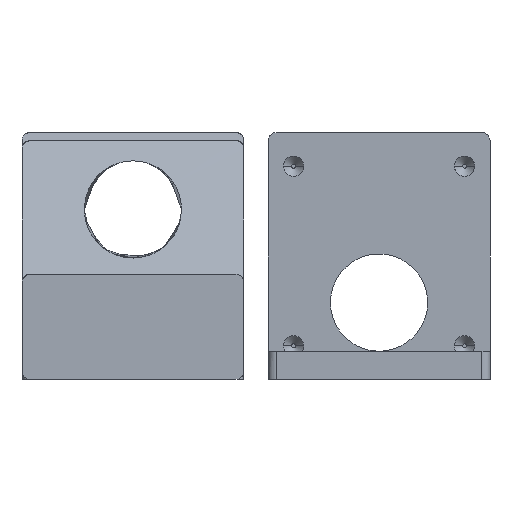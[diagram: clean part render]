
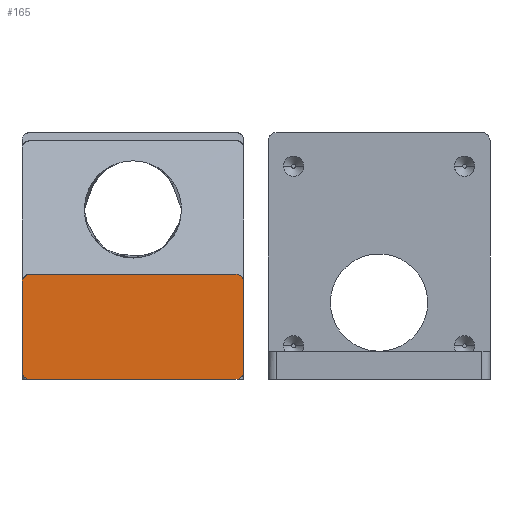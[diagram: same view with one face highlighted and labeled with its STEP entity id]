
A CAD part, front view. The second image highlights one B-rep face of the part: STEP entity #165.
In plain terms, the highlighted planar face has unit normal (0, -1, 0).
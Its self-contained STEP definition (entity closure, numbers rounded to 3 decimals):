
#165=ADVANCED_FACE('',(#433),#3259,.T.);
#433=FACE_OUTER_BOUND('',#675,.T.);
#675=EDGE_LOOP('',(#1311,#1312,#1313,#1314,#1315,#1316,#1317,#1318));
#1311=ORIENTED_EDGE('',*,*,#2038,.F.);
#1312=ORIENTED_EDGE('',*,*,#2028,.F.);
#1313=ORIENTED_EDGE('',*,*,#2037,.F.);
#1314=ORIENTED_EDGE('',*,*,#2026,.T.);
#1315=ORIENTED_EDGE('',*,*,#2014,.T.);
#1316=ORIENTED_EDGE('',*,*,#2015,.T.);
#1317=ORIENTED_EDGE('',*,*,#2016,.T.);
#1318=ORIENTED_EDGE('',*,*,#2018,.T.);
#2014=EDGE_CURVE('',#2923,#2924,#2618,.T.);
#2015=EDGE_CURVE('',#2924,#2925,#2357,.T.);
#2016=EDGE_CURVE('',#2925,#2926,#2619,.T.);
#2018=EDGE_CURVE('',#2926,#2932,#2359,.T.);
#2026=EDGE_CURVE('',#2931,#2923,#2365,.T.);
#2028=EDGE_CURVE('',#2936,#2935,#2367,.T.);
#2037=EDGE_CURVE('',#2931,#2936,#2622,.T.);
#2038=EDGE_CURVE('',#2935,#2932,#2623,.T.);
#2357=B_SPLINE_CURVE_WITH_KNOTS('',1,(#5203,#5204),.UNSPECIFIED.,.F.,.F.,
(2,2),(3.549,28.949),.UNSPECIFIED.);
#2359=B_SPLINE_CURVE_WITH_KNOTS('',1,(#5210,#5211),.UNSPECIFIED.,.F.,.F.,
(2,2),(6.077,6.923),.UNSPECIFIED.);
#2365=B_SPLINE_CURVE_WITH_KNOTS('',1,(#5249,#5250),.UNSPECIFIED.,.F.,.F.,
(2,2),(-6.923,-6.077),.UNSPECIFIED.);
#2367=B_SPLINE_CURVE_WITH_KNOTS('',1,(#5253,#5254),.UNSPECIFIED.,.F.,.F.,
(2,2),(3.549,28.949),.UNSPECIFIED.);
#2618=(
BOUNDED_CURVE()
B_SPLINE_CURVE(2,(#5200,#5201,#5202),.UNSPECIFIED.,.F.,.F.)
B_SPLINE_CURVE_WITH_KNOTS((3,3),(0.,1.571),.UNSPECIFIED.)
CURVE()
GEOMETRIC_REPRESENTATION_ITEM()
RATIONAL_B_SPLINE_CURVE((1.,0.707,1.))
REPRESENTATION_ITEM('')
);
#2619=(
BOUNDED_CURVE()
B_SPLINE_CURVE(2,(#5205,#5206,#5207),.UNSPECIFIED.,.F.,.F.)
B_SPLINE_CURVE_WITH_KNOTS((3,3),(0.,1.571),.UNSPECIFIED.)
CURVE()
GEOMETRIC_REPRESENTATION_ITEM()
RATIONAL_B_SPLINE_CURVE((1.,0.707,1.))
REPRESENTATION_ITEM('')
);
#2622=(
BOUNDED_CURVE()
B_SPLINE_CURVE(2,(#5311,#5312,#5313),.UNSPECIFIED.,.F.,.F.)
B_SPLINE_CURVE_WITH_KNOTS((3,3),(0.,1.571),.UNSPECIFIED.)
CURVE()
GEOMETRIC_REPRESENTATION_ITEM()
RATIONAL_B_SPLINE_CURVE((1.,0.707,1.))
REPRESENTATION_ITEM('')
);
#2623=(
BOUNDED_CURVE()
B_SPLINE_CURVE(2,(#5314,#5315,#5316),.UNSPECIFIED.,.F.,.F.)
B_SPLINE_CURVE_WITH_KNOTS((3,3),(-1.571,0.),.UNSPECIFIED.)
CURVE()
GEOMETRIC_REPRESENTATION_ITEM()
RATIONAL_B_SPLINE_CURVE((1.,0.707,1.))
REPRESENTATION_ITEM('')
);
#2923=VERTEX_POINT('',#4963);
#2924=VERTEX_POINT('',#4964);
#2925=VERTEX_POINT('',#4965);
#2926=VERTEX_POINT('',#4966);
#2931=VERTEX_POINT('',#4971);
#2932=VERTEX_POINT('',#4972);
#2935=VERTEX_POINT('',#4975);
#2936=VERTEX_POINT('',#4976);
#3259=PLANE('',#3340);
#3340=AXIS2_PLACEMENT_3D('',#4774,#3404,$);
#3404=DIRECTION('',(0.,-1.,0.));
#4774=CARTESIAN_POINT('',(-101.364,-165.,-148.154));
#4963=CARTESIAN_POINT('',(-98.814,-165.,-139.875));
#4964=CARTESIAN_POINT('',(-97.814,-165.,-140.875));
#4965=CARTESIAN_POINT('',(-72.414,-165.,-140.875));
#4966=CARTESIAN_POINT('',(-71.414,-165.,-139.875));
#4971=CARTESIAN_POINT('',(-98.814,-165.,-128.875));
#4972=CARTESIAN_POINT('',(-71.414,-165.,-128.875));
#4975=CARTESIAN_POINT('',(-72.414,-165.,-127.875));
#4976=CARTESIAN_POINT('',(-97.814,-165.,-127.875));
#5200=CARTESIAN_POINT('',(-98.814,-165.,-139.875));
#5201=CARTESIAN_POINT('',(-98.814,-165.,-140.875));
#5202=CARTESIAN_POINT('',(-97.814,-165.,-140.875));
#5203=CARTESIAN_POINT('',(-97.814,-165.,-140.875));
#5204=CARTESIAN_POINT('',(-72.414,-165.,-140.875));
#5205=CARTESIAN_POINT('',(-72.414,-165.,-140.875));
#5206=CARTESIAN_POINT('',(-71.414,-165.,-140.875));
#5207=CARTESIAN_POINT('',(-71.414,-165.,-139.875));
#5210=CARTESIAN_POINT('',(-71.414,-165.,-139.875));
#5211=CARTESIAN_POINT('',(-71.414,-165.,-128.875));
#5249=CARTESIAN_POINT('',(-98.814,-165.,-128.875));
#5250=CARTESIAN_POINT('',(-98.814,-165.,-139.875));
#5253=CARTESIAN_POINT('',(-97.814,-165.,-127.875));
#5254=CARTESIAN_POINT('',(-72.414,-165.,-127.875));
#5311=CARTESIAN_POINT('',(-98.814,-165.,-128.875));
#5312=CARTESIAN_POINT('',(-98.814,-165.,-127.875));
#5313=CARTESIAN_POINT('',(-97.814,-165.,-127.875));
#5314=CARTESIAN_POINT('',(-72.414,-165.,-127.875));
#5315=CARTESIAN_POINT('',(-71.414,-165.,-127.875));
#5316=CARTESIAN_POINT('',(-71.414,-165.,-128.875));
